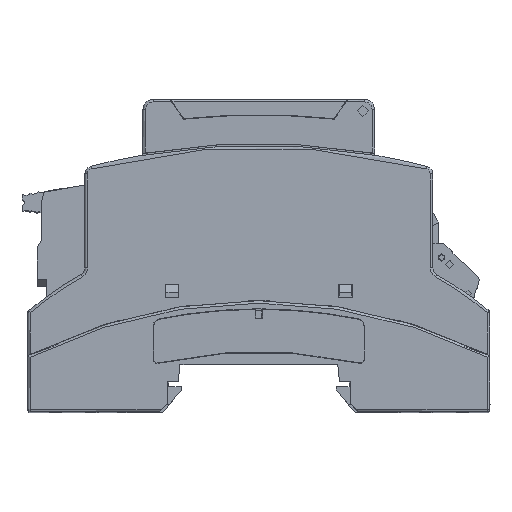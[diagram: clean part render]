
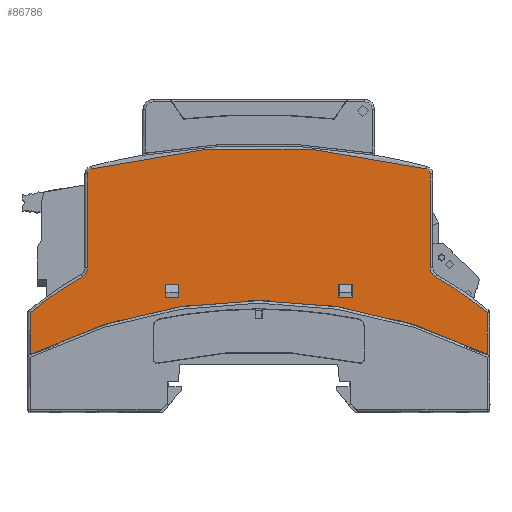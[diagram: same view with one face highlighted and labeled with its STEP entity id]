
A CAD part, top view. The second image highlights one B-rep face of the part: STEP entity #86786.
In plain terms, the highlighted face is planar.
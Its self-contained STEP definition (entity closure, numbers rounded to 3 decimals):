
#3869=LINE('',#128013,#13738);
#3870=LINE('',#128071,#13739);
#3897=LINE('',#128200,#13766);
#3898=LINE('',#128205,#13767);
#3899=LINE('',#128208,#13768);
#3900=LINE('',#128210,#13769);
#3901=LINE('',#128212,#13770);
#3902=LINE('',#128213,#13771);
#3903=LINE('',#128216,#13772);
#3904=LINE('',#128218,#13773);
#3905=LINE('',#128220,#13774);
#3906=LINE('',#128221,#13775);
#13738=VECTOR('',#102864,1.);
#13739=VECTOR('',#102875,1.);
#13766=VECTOR('',#102956,1.);
#13767=VECTOR('',#102961,1.);
#13768=VECTOR('',#102962,1.);
#13769=VECTOR('',#102963,1.);
#13770=VECTOR('',#102964,1.);
#13771=VECTOR('',#102965,1.);
#13772=VECTOR('',#102966,1.);
#13773=VECTOR('',#102967,1.);
#13774=VECTOR('',#102968,1.);
#13775=VECTOR('',#102969,1.);
#21446=PLANE('',#92189);
#24239=FACE_BOUND('',#30945,.T.);
#24240=FACE_BOUND('',#30946,.T.);
#26179=FACE_OUTER_BOUND('',#30944,.T.);
#30944=EDGE_LOOP('',(#63720,#63721,#63722,#63723,#63724,#63725,#63726,#63727,
#63728,#63729,#63730,#63731));
#30945=EDGE_LOOP('',(#63732,#63733,#63734,#63735));
#30946=EDGE_LOOP('',(#63736,#63737,#63738,#63739));
#35974=CIRCLE('',#92152,69.5);
#35980=CIRCLE('',#92162,2.);
#35982=CIRCLE('',#92168,129.2);
#35989=CIRCLE('',#92177,1.);
#35990=CIRCLE('',#92181,99.5);
#35993=CIRCLE('',#92190,1.);
#35994=CIRCLE('',#92191,2.);
#35995=CIRCLE('',#92192,69.5);
#40060=VERTEX_POINT('',#128002);
#40061=VERTEX_POINT('',#128004);
#40062=VERTEX_POINT('',#128012);
#40064=VERTEX_POINT('',#128066);
#40065=VERTEX_POINT('',#128070);
#40067=VERTEX_POINT('',#128080);
#40068=VERTEX_POINT('',#128081);
#40072=VERTEX_POINT('',#128099);
#40090=VERTEX_POINT('',#128197);
#40091=VERTEX_POINT('',#128199);
#40092=VERTEX_POINT('',#128201);
#40093=VERTEX_POINT('',#128203);
#40094=VERTEX_POINT('',#128206);
#40095=VERTEX_POINT('',#128207);
#40096=VERTEX_POINT('',#128209);
#40097=VERTEX_POINT('',#128211);
#40098=VERTEX_POINT('',#128214);
#40099=VERTEX_POINT('',#128215);
#40100=VERTEX_POINT('',#128217);
#40101=VERTEX_POINT('',#128219);
#49172=EDGE_CURVE('',#40060,#40061,#35974,.T.);
#49176=EDGE_CURVE('',#40061,#40062,#3869,.T.);
#49180=EDGE_CURVE('',#40060,#40064,#35980,.T.);
#49181=EDGE_CURVE('',#40065,#40064,#3870,.T.);
#49186=EDGE_CURVE('',#40067,#40068,#35982,.T.);
#49194=EDGE_CURVE('',#40065,#40068,#35989,.T.);
#49196=EDGE_CURVE('',#40062,#40072,#35990,.T.);
#49222=EDGE_CURVE('',#40067,#40090,#35993,.T.);
#49223=EDGE_CURVE('',#40090,#40091,#3897,.T.);
#49224=EDGE_CURVE('',#40092,#40091,#35994,.T.);
#49225=EDGE_CURVE('',#40092,#40093,#35995,.T.);
#49226=EDGE_CURVE('',#40093,#40072,#3898,.T.);
#49227=EDGE_CURVE('',#40094,#40095,#3899,.T.);
#49228=EDGE_CURVE('',#40096,#40094,#3900,.T.);
#49229=EDGE_CURVE('',#40097,#40096,#3901,.T.);
#49230=EDGE_CURVE('',#40097,#40095,#3902,.T.);
#49231=EDGE_CURVE('',#40098,#40099,#3903,.T.);
#49232=EDGE_CURVE('',#40100,#40098,#3904,.T.);
#49233=EDGE_CURVE('',#40101,#40100,#3905,.T.);
#49234=EDGE_CURVE('',#40099,#40101,#3906,.T.);
#63720=ORIENTED_EDGE('',*,*,#49186,.F.);
#63721=ORIENTED_EDGE('',*,*,#49222,.T.);
#63722=ORIENTED_EDGE('',*,*,#49223,.T.);
#63723=ORIENTED_EDGE('',*,*,#49224,.F.);
#63724=ORIENTED_EDGE('',*,*,#49225,.T.);
#63725=ORIENTED_EDGE('',*,*,#49226,.T.);
#63726=ORIENTED_EDGE('',*,*,#49196,.F.);
#63727=ORIENTED_EDGE('',*,*,#49176,.F.);
#63728=ORIENTED_EDGE('',*,*,#49172,.F.);
#63729=ORIENTED_EDGE('',*,*,#49180,.T.);
#63730=ORIENTED_EDGE('',*,*,#49181,.F.);
#63731=ORIENTED_EDGE('',*,*,#49194,.T.);
#63732=ORIENTED_EDGE('',*,*,#49227,.F.);
#63733=ORIENTED_EDGE('',*,*,#49228,.F.);
#63734=ORIENTED_EDGE('',*,*,#49229,.F.);
#63735=ORIENTED_EDGE('',*,*,#49230,.T.);
#63736=ORIENTED_EDGE('',*,*,#49231,.F.);
#63737=ORIENTED_EDGE('',*,*,#49232,.F.);
#63738=ORIENTED_EDGE('',*,*,#49233,.F.);
#63739=ORIENTED_EDGE('',*,*,#49234,.F.);
#86786=ADVANCED_FACE('',(#26179,#24239,#24240),#21446,.F.);
#92152=AXIS2_PLACEMENT_3D('',#128005,#102850,#102851);
#92162=AXIS2_PLACEMENT_3D('',#128068,#102871,#102872);
#92168=AXIS2_PLACEMENT_3D('',#128082,#102887,#102888);
#92177=AXIS2_PLACEMENT_3D('',#128094,#102905,#102906);
#92181=AXIS2_PLACEMENT_3D('',#128100,#102914,#102915);
#92189=AXIS2_PLACEMENT_3D('',#128196,#102952,#102953);
#92190=AXIS2_PLACEMENT_3D('',#128198,#102954,#102955);
#92191=AXIS2_PLACEMENT_3D('',#128202,#102957,#102958);
#92192=AXIS2_PLACEMENT_3D('',#128204,#102959,#102960);
#102850=DIRECTION('center_axis',(0.,0.,
1.));
#102851=DIRECTION('ref_axis',(0.,1.,0.));
#102864=DIRECTION('',(0.,1.,0.));
#102871=DIRECTION('center_axis',(0.,0.,
1.));
#102872=DIRECTION('ref_axis',(0.,1.,0.));
#102875=DIRECTION('',(0.,1.,0.));
#102887=DIRECTION('center_axis',(0.,0.,
1.));
#102888=DIRECTION('ref_axis',(1.,0.,0.));
#102905=DIRECTION('center_axis',(0.,0.,
-1.));
#102906=DIRECTION('ref_axis',(-1.,0.,0.));
#102914=DIRECTION('center_axis',(0.,0.,
-1.));
#102915=DIRECTION('ref_axis',(1.,0.,0.));
#102952=DIRECTION('center_axis',(0.,0.,
1.));
#102953=DIRECTION('ref_axis',(-1.,0.,0.));
#102954=DIRECTION('center_axis',(0.,0.,
-1.));
#102955=DIRECTION('ref_axis',(-1.,0.,0.));
#102956=DIRECTION('',(0.,1.,0.));
#102957=DIRECTION('center_axis',(0.,0.,
-1.));
#102958=DIRECTION('ref_axis',(0.,-1.,0.));
#102959=DIRECTION('center_axis',(0.,0.,
-1.));
#102960=DIRECTION('ref_axis',(0.,-1.,0.));
#102961=DIRECTION('',(0.,1.,0.));
#102962=DIRECTION('',(0.,1.,0.));
#102963=DIRECTION('',(-1.,0.,0.));
#102964=DIRECTION('',(0.,-1.,0.));
#102965=DIRECTION('',(-1.,0.,0.));
#102966=DIRECTION('',(1.,0.,0.));
#102967=DIRECTION('',(0.,1.,0.));
#102968=DIRECTION('',(-1.,0.,0.));
#102969=DIRECTION('',(0.,-1.,0.));
#128002=CARTESIAN_POINT('',(28.614,-22.517,-107.9));
#128004=CARTESIAN_POINT('',(38.7,-15.56,-107.9));
#128005=CARTESIAN_POINT('Origin',(-5.65,37.95,-107.9));
#128012=CARTESIAN_POINT('',(38.7,-7.469,-107.9));
#128013=CARTESIAN_POINT('',(38.7,0.,-107.9));
#128066=CARTESIAN_POINT('',(27.6,-24.257,-107.9));
#128068=CARTESIAN_POINT('Origin',(29.6,-24.257,-107.9));
#128070=CARTESIAN_POINT('',(27.6,-42.477,-107.9));
#128071=CARTESIAN_POINT('',(27.6,0.,-107.9));
#128080=CARTESIAN_POINT('',(-38.152,-43.445,-107.9));
#128081=CARTESIAN_POINT('',(26.852,-43.445,-107.9));
#128082=CARTESIAN_POINT('Origin',(-5.65,81.6,-107.9));
#128094=CARTESIAN_POINT('Origin',(26.6,-42.477,-107.9));
#128099=CARTESIAN_POINT('',(-50.,-7.469,-107.9));
#128100=CARTESIAN_POINT('Origin',(-5.65,81.6,-107.9));
#128196=CARTESIAN_POINT('Origin',(12.696,-40.289,-107.9));
#128197=CARTESIAN_POINT('',(-38.9,-42.477,-107.9));
#128198=CARTESIAN_POINT('Origin',(-37.9,-42.477,-107.9));
#128199=CARTESIAN_POINT('',(-38.9,-24.257,-107.9));
#128200=CARTESIAN_POINT('',(-38.9,0.,-107.9));
#128201=CARTESIAN_POINT('',(-39.914,-22.517,-107.9));
#128202=CARTESIAN_POINT('Origin',(-40.9,-24.257,-107.9));
#128203=CARTESIAN_POINT('',(-50.,-15.56,-107.9));
#128204=CARTESIAN_POINT('Origin',(-5.65,37.95,-107.9));
#128205=CARTESIAN_POINT('',(-50.,0.,-107.9));
#128206=CARTESIAN_POINT('',(9.85,-21.1,-107.9));
#128207=CARTESIAN_POINT('',(9.85,-18.5,-107.9));
#128208=CARTESIAN_POINT('',(9.85,0.,-107.9));
#128209=CARTESIAN_POINT('',(12.45,-21.1,-107.9));
#128210=CARTESIAN_POINT('',(0.,-21.1,-107.9));
#128211=CARTESIAN_POINT('',(12.45,-18.5,-107.9));
#128212=CARTESIAN_POINT('',(12.45,0.,-107.9));
#128213=CARTESIAN_POINT('',(0.,-18.5,-107.9));
#128214=CARTESIAN_POINT('',(-23.75,-18.5,-107.9));
#128215=CARTESIAN_POINT('',(-21.15,-18.5,-107.9));
#128216=CARTESIAN_POINT('',(0.,-18.5,-107.9));
#128217=CARTESIAN_POINT('',(-23.75,-21.1,-107.9));
#128218=CARTESIAN_POINT('',(-23.75,0.,-107.9));
#128219=CARTESIAN_POINT('',(-21.15,-21.1,-107.9));
#128220=CARTESIAN_POINT('',(0.,-21.1,-107.9));
#128221=CARTESIAN_POINT('',(-21.15,0.,-107.9));
